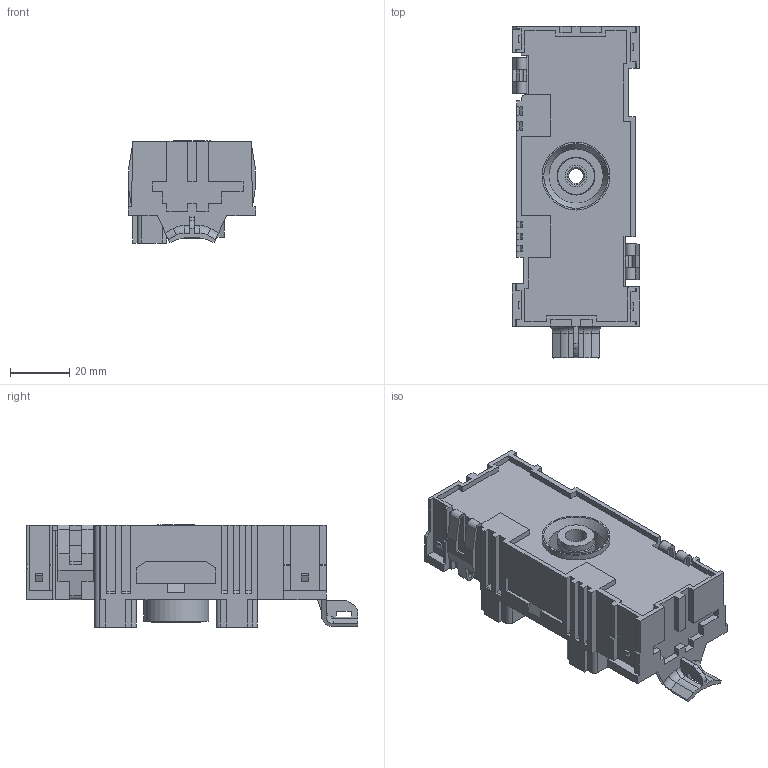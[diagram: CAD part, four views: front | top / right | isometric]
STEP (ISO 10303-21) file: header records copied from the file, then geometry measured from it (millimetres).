
FILE_DESCRIPTION(/* description */ (''),/* implementation_level */ '2;1');
FILE_NAME(/* name */ '33289465-ENV10_01-CONN.stp',/* time_stamp */ '2023-06-12T15:09:50+08:00',/* author */ (''),/* organization */ (''),/* preprocessor_version */ 'ST-DEVELOPER v16',/* originating_system */ 'SIEMENS PLM Software NX 11.0',/* authorisation */ '');
FILE_SCHEMA (('AUTOMOTIVE_DESIGN { 1 0 10303 214 3 1 1 1 }'));
Length unit declared in the file: millimetre
Products named in the file (1): 33289465-ENV10_01-CONN
Bounding box: 43.1 x 112.35 x 34.58 mm (x, y, z)
Volume: 92485.7 mm3; surface area: 24689.9 mm2
Topology: 1 solids, 1 shells, 370 faces, 1083 edges, 717 vertices
Faces by surface type: plane 315, cylinder 46, cone 6, torus 3
Full cylindrical faces by diameter (mm): 5 x1, 6.2 x1, 7.3 x1, 12.4 x1, 12.8 x1, 18.4 x1, 22 x1, 23 x1
Entity records: 12031 total; most frequent: CARTESIAN_POINT 2224, ORIENTED_EDGE 2120, DIRECTION 1880, EDGE_CURVE 1060, LINE 942, VECTOR 942, VERTEX_POINT 708, AXIS2_PLACEMENT_3D 469
